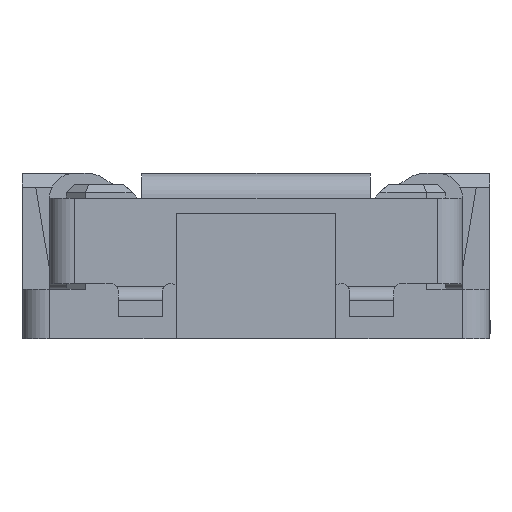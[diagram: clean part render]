
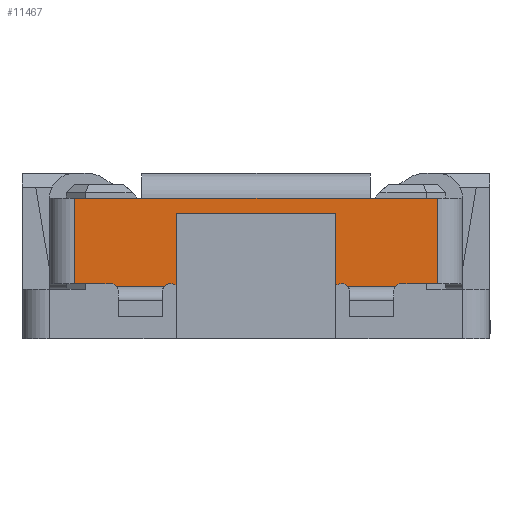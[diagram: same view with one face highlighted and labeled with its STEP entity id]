
A CAD part, left-side view. The second image highlights one B-rep face of the part: STEP entity #11467.
In plain terms, the highlighted free-form (B-spline) face has degree [1, 1] with [2, 2] control points.
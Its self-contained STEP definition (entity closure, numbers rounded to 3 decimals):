
#277 = EDGE_LOOP ( 'NONE', ( #4646, #43436, #26966, #21650, #15000, #33086, #37639, #39879, #20413, #6998, #35676, #13706, #13708, #37206, #21623, #4899 ) ) ;
#749 = CARTESIAN_POINT ( 'NONE',  ( -3.795, -0.29, 0.192 ) ) ;
#1185 = CARTESIAN_POINT ( 'NONE',  ( -3.795, 0.29, 0.192 ) ) ;
#1393 = CARTESIAN_POINT ( 'NONE',  ( -3.795, 0.716, 0.541 ) ) ;
#1732 = CIRCLE ( 'NONE', #8112, 0.03 ) ;
#1851 = CARTESIAN_POINT ( 'NONE',  ( -3.795, 0.66, 0.2 ) ) ;
#2597 = VECTOR ( 'NONE', #30014, 1000. ) ;
#2635 = VERTEX_POINT ( 'NONE', #38209 ) ;
#2790 = VERTEX_POINT ( 'NONE', #19705 ) ;
#4145 = LINE ( 'NONE', #41514, #18383 ) ;
#4487 = VECTOR ( 'NONE', #33601, 1000. ) ;
#4646 = ORIENTED_EDGE ( 'NONE', *, *, #39569, .T. ) ;
#4737 = DIRECTION ( 'NONE',  ( 0., -1., 0. ) ) ;
#4748 = DIRECTION ( 'NONE',  ( 0., 0., 1. ) ) ;
#4899 = ORIENTED_EDGE ( 'NONE', *, *, #30165, .F. ) ;
#5090 = AXIS2_PLACEMENT_3D ( 'NONE', #24765, #14987, #4748 ) ;
#5163 = FACE_OUTER_BOUND ( 'NONE', #277, .T. ) ;
#5309 = VERTEX_POINT ( 'NONE', #26394 ) ;
#5835 = CARTESIAN_POINT ( 'NONE',  ( -3.795, 0.66, 0.2 ) ) ;
#6470 = CARTESIAN_POINT ( 'NONE',  ( -3.795, -0.29, 0.425 ) ) ;
#6501 = VERTEX_POINT ( 'NONE', #19711 ) ;
#6998 = ORIENTED_EDGE ( 'NONE', *, *, #28807, .F. ) ;
#7347 = CARTESIAN_POINT ( 'NONE',  ( -3.795, 0.508, 0.19 ) ) ;
#7636 = EDGE_CURVE ( 'NONE', #32805, #27903, #21850, .T. ) ;
#7956 = VERTEX_POINT ( 'NONE', #36429 ) ;
#8052 = DIRECTION ( 'NONE',  ( 0., 0., 1. ) ) ;
#8070 = VECTOR ( 'NONE', #14327, 1000. ) ;
#8112 = AXIS2_PLACEMENT_3D ( 'NONE', #38021, #17555, #30249 ) ;
#8215 = CARTESIAN_POINT ( 'NONE',  ( -3.795, -0.29, 0.425 ) ) ;
#9035 = CARTESIAN_POINT ( 'NONE',  ( -3.795, 0.29, 0.425 ) ) ;
#9355 = CARTESIAN_POINT ( 'NONE',  ( -3.795, -0.332, 0.19 ) ) ;
#9665 = AXIS2_PLACEMENT_3D ( 'NONE', #13099, #9967, #19972 ) ;
#9682 = CARTESIAN_POINT ( 'NONE',  ( -3.795, 0.508, 0.19 ) ) ;
#9967 = DIRECTION ( 'NONE',  ( 1., 0., 0. ) ) ;
#10162 = EDGE_CURVE ( 'NONE', #14430, #19258, #10737, .T. ) ;
#10462 = CARTESIAN_POINT ( 'NONE',  ( -3.795, -0.66, 0.2 ) ) ;
#10737 = LINE ( 'NONE', #28078, #23520 ) ;
#11467 = ADVANCED_FACE ( 'NONE', ( #5163 ), #12605, .T. ) ;
#11519 = VECTOR ( 'NONE', #24011, 1000. ) ;
#11688 = VERTEX_POINT ( 'NONE', #14252 ) ;
#12535 = LINE ( 'NONE', #30308, #23760 ) ;
#12605 = B_SPLINE_SURFACE_WITH_KNOTS ( 'NONE', 1, 1, ( 
 ( #28738, #35197 ),
 ( #1393, #42309 ) ),
 .UNSPECIFIED., .F., .F., .F.,
 ( 2, 2 ),
 ( 2, 2 ),
 ( 0., 1. ),
 ( 0., 1. ),
 .UNSPECIFIED. ) ;
#13099 = CARTESIAN_POINT ( 'NONE',  ( -3.795, -0.31, 0.17 ) ) ;
#13706 = ORIENTED_EDGE ( 'NONE', *, *, #33221, .T. ) ;
#13708 = ORIENTED_EDGE ( 'NONE', *, *, #29017, .T. ) ;
#13767 = CIRCLE ( 'NONE', #42874, 0.03 ) ;
#14252 = CARTESIAN_POINT ( 'NONE',  ( -3.795, -0.66, 0.51 ) ) ;
#14327 = DIRECTION ( 'NONE',  ( 0., 0., 1. ) ) ;
#14430 = VERTEX_POINT ( 'NONE', #1185 ) ;
#14928 = CARTESIAN_POINT ( 'NONE',  ( -3.795, -0.66, 0.51 ) ) ;
#14987 = DIRECTION ( 'NONE',  ( 1., 0., 0. ) ) ;
#15000 = ORIENTED_EDGE ( 'NONE', *, *, #20591, .T. ) ;
#15071 = CARTESIAN_POINT ( 'NONE',  ( -3.795, -0.415, 0.51 ) ) ;
#15353 = CIRCLE ( 'NONE', #9665, 0.03 ) ;
#16021 = CARTESIAN_POINT ( 'NONE',  ( -3.795, -0.29, 0.192 ) ) ;
#17051 = VECTOR ( 'NONE', #4737, 1000. ) ;
#17336 = CARTESIAN_POINT ( 'NONE',  ( -3.795, 0.66, 0.51 ) ) ;
#17555 = DIRECTION ( 'NONE',  ( 1., 0., 0. ) ) ;
#17590 = VERTEX_POINT ( 'NONE', #8215 ) ;
#17709 = DIRECTION ( 'NONE',  ( 0., -1., 0. ) ) ;
#18383 = VECTOR ( 'NONE', #17709, 1000. ) ;
#19258 = VERTEX_POINT ( 'NONE', #9035 ) ;
#19705 = CARTESIAN_POINT ( 'NONE',  ( -3.795, 0.415, 0.51 ) ) ;
#19711 = CARTESIAN_POINT ( 'NONE',  ( -3.795, -0.508, 0.19 ) ) ;
#19972 = DIRECTION ( 'NONE',  ( 0., 0.666, 0.746 ) ) ;
#20170 = VECTOR ( 'NONE', #38285, 1000. ) ;
#20413 = ORIENTED_EDGE ( 'NONE', *, *, #25504, .F. ) ;
#20420 = LINE ( 'NONE', #37989, #38822 ) ;
#20591 = EDGE_CURVE ( 'NONE', #27903, #28663, #24270, .T. ) ;
#20627 = DIRECTION ( 'NONE',  ( 0., 1., 0. ) ) ;
#20668 = CARTESIAN_POINT ( 'NONE',  ( -3.795, -0.53, 0.2 ) ) ;
#21308 = DIRECTION ( 'NONE',  ( 0., -1., 0. ) ) ;
#21356 = EDGE_CURVE ( 'NONE', #7956, #29434, #27796, .T. ) ;
#21366 = EDGE_CURVE ( 'NONE', #28663, #2635, #31123, .T. ) ;
#21588 = LINE ( 'NONE', #14928, #20170 ) ;
#21623 = ORIENTED_EDGE ( 'NONE', *, *, #29187, .F. ) ;
#21650 = ORIENTED_EDGE ( 'NONE', *, *, #7636, .T. ) ;
#21850 = LINE ( 'NONE', #1851, #17051 ) ;
#22733 = DIRECTION ( 'NONE',  ( 0., 0.745, 0.667 ) ) ;
#23520 = VECTOR ( 'NONE', #8052, 1000. ) ;
#23760 = VECTOR ( 'NONE', #43665, 1000. ) ;
#24011 = DIRECTION ( 'NONE',  ( 0., -1., 0. ) ) ;
#24270 = CIRCLE ( 'NONE', #5090, 0.03 ) ;
#24481 = VECTOR ( 'NONE', #33859, 1000. ) ;
#24765 = CARTESIAN_POINT ( 'NONE',  ( -3.795, 0.53, 0.17 ) ) ;
#25504 = EDGE_CURVE ( 'NONE', #17590, #19258, #33169, .T. ) ;
#26023 = VERTEX_POINT ( 'NONE', #15071 ) ;
#26394 = CARTESIAN_POINT ( 'NONE',  ( -3.795, -0.332, 0.19 ) ) ;
#26966 = ORIENTED_EDGE ( 'NONE', *, *, #30161, .F. ) ;
#27796 = LINE ( 'NONE', #20668, #35684 ) ;
#27903 = VERTEX_POINT ( 'NONE', #29185 ) ;
#28078 = CARTESIAN_POINT ( 'NONE',  ( -3.795, 0.29, 0.192 ) ) ;
#28371 = VERTEX_POINT ( 'NONE', #16021 ) ;
#28663 = VERTEX_POINT ( 'NONE', #9682 ) ;
#28738 = CARTESIAN_POINT ( 'NONE',  ( -3.795, -0.716, 0.541 ) ) ;
#28807 = EDGE_CURVE ( 'NONE', #28371, #17590, #31213, .T. ) ;
#29017 = EDGE_CURVE ( 'NONE', #6501, #7956, #13767, .T. ) ;
#29185 = CARTESIAN_POINT ( 'NONE',  ( -3.795, 0.53, 0.2 ) ) ;
#29187 = EDGE_CURVE ( 'NONE', #11688, #29434, #21588, .T. ) ;
#29417 = EDGE_CURVE ( 'NONE', #2635, #14430, #1732, .T. ) ;
#29434 = VERTEX_POINT ( 'NONE', #10462 ) ;
#29547 = VERTEX_POINT ( 'NONE', #17336 ) ;
#30014 = DIRECTION ( 'NONE',  ( 0., -1., 0. ) ) ;
#30161 = EDGE_CURVE ( 'NONE', #32805, #29547, #12535, .T. ) ;
#30165 = EDGE_CURVE ( 'NONE', #26023, #11688, #37212, .T. ) ;
#30249 = DIRECTION ( 'NONE',  ( 0., 0.745, 0.667 ) ) ;
#30308 = CARTESIAN_POINT ( 'NONE',  ( -3.795, 0.66, 0.2 ) ) ;
#31123 = LINE ( 'NONE', #7347, #11519 ) ;
#31213 = LINE ( 'NONE', #749, #8070 ) ;
#32117 = EDGE_CURVE ( 'NONE', #28371, #5309, #15353, .T. ) ;
#32805 = VERTEX_POINT ( 'NONE', #5835 ) ;
#33086 = ORIENTED_EDGE ( 'NONE', *, *, #21366, .T. ) ;
#33169 = LINE ( 'NONE', #6470, #4487 ) ;
#33221 = EDGE_CURVE ( 'NONE', #5309, #6501, #40253, .T. ) ;
#33601 = DIRECTION ( 'NONE',  ( 0., 1., 0. ) ) ;
#33626 = DIRECTION ( 'NONE',  ( 1., 0., 0. ) ) ;
#33859 = DIRECTION ( 'NONE',  ( 0., -1., 0. ) ) ;
#35197 = CARTESIAN_POINT ( 'NONE',  ( -3.795, -0.716, 0.159 ) ) ;
#35676 = ORIENTED_EDGE ( 'NONE', *, *, #32117, .T. ) ;
#35684 = VECTOR ( 'NONE', #21308, 1000. ) ;
#36429 = CARTESIAN_POINT ( 'NONE',  ( -3.795, -0.53, 0.2 ) ) ;
#37206 = ORIENTED_EDGE ( 'NONE', *, *, #21356, .T. ) ;
#37212 = LINE ( 'NONE', #40538, #24481 ) ;
#37639 = ORIENTED_EDGE ( 'NONE', *, *, #29417, .T. ) ;
#37989 = CARTESIAN_POINT ( 'NONE',  ( -3.795, -0.415, 0.51 ) ) ;
#38021 = CARTESIAN_POINT ( 'NONE',  ( -3.795, 0.31, 0.17 ) ) ;
#38209 = CARTESIAN_POINT ( 'NONE',  ( -3.795, 0.332, 0.19 ) ) ;
#38285 = DIRECTION ( 'NONE',  ( 0., 0., -1. ) ) ;
#38822 = VECTOR ( 'NONE', #20627, 1000. ) ;
#39569 = EDGE_CURVE ( 'NONE', #26023, #2790, #20420, .T. ) ;
#39864 = CARTESIAN_POINT ( 'NONE',  ( -3.795, -0.53, 0.17 ) ) ;
#39879 = ORIENTED_EDGE ( 'NONE', *, *, #10162, .T. ) ;
#40253 = LINE ( 'NONE', #9355, #2597 ) ;
#40538 = CARTESIAN_POINT ( 'NONE',  ( -3.795, -0.415, 0.51 ) ) ;
#41514 = CARTESIAN_POINT ( 'NONE',  ( -3.795, 0.66, 0.51 ) ) ;
#42309 = CARTESIAN_POINT ( 'NONE',  ( -3.795, 0.716, 0.159 ) ) ;
#42874 = AXIS2_PLACEMENT_3D ( 'NONE', #39864, #33626, #22733 ) ;
#43185 = EDGE_CURVE ( 'NONE', #29547, #2790, #4145, .T. ) ;
#43436 = ORIENTED_EDGE ( 'NONE', *, *, #43185, .F. ) ;
#43665 = DIRECTION ( 'NONE',  ( 0., 0., 1. ) ) ;
